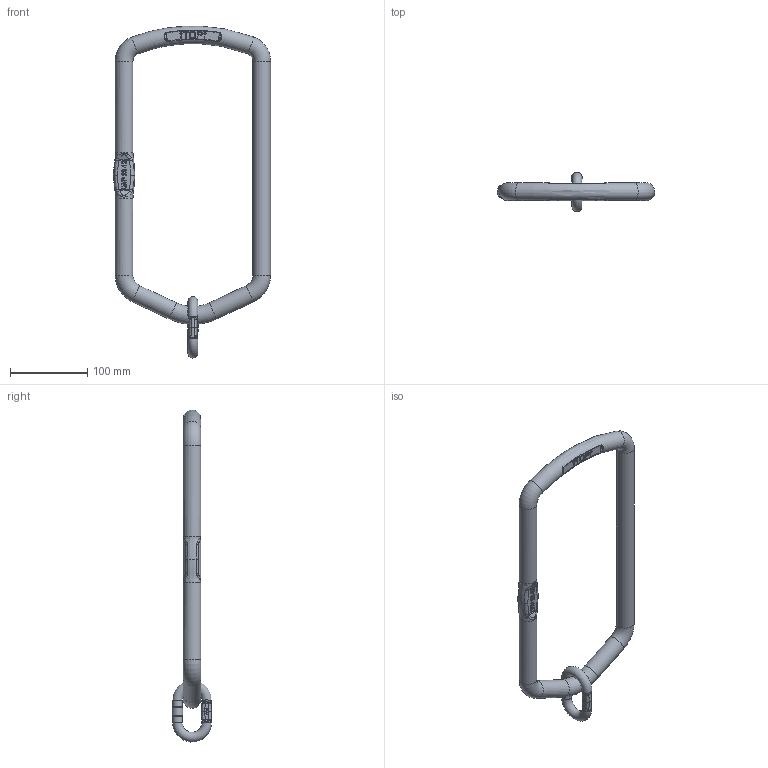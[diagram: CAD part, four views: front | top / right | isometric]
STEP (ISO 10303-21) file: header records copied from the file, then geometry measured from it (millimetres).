
FILE_DESCRIPTION(/* description */ (''),/* implementation_level */ '2;1');
FILE_NAME(/* name */ 'VLWP 1-7_8.stp',/* time_stamp */ '2022-05-13T10:01:55+02:00',/* author */ (''),/* organization */ (''),/* preprocessor_version */ 'ST-DEVELOPER v16',/* originating_system */ 'SIEMENS PLM Software NX 11.0',/* authorisation */ '');
FILE_SCHEMA (('AUTOMOTIVE_DESIGN { 1 0 10303 214 3 1 1 1 }'));
Length unit declared in the file: millimetre
Products named in the file (3): BWP 13 dummy; LWP 22 dummy; VLWP 1-7_8
Assembly tree (2 placements, depth 2):
  VLWP 1-7_8
    LWP 22 dummy
    BWP 13 dummy
Bounding box: 203.3 x 51.19 x 429.58 mm (x, y, z)
Volume: 426570.8 mm3; surface area: 78250.6 mm2
Topology: 2 solids, 2 shells, 430 faces, 1099 edges, 705 vertices
Faces by surface type: plane 211, extrusion 107, bspline 74, cylinder 24, torus 12, cone 2
Full cylindrical faces by diameter (mm): 12.7 x2, 13.652 x1, 23 x5
Entity records: 17707 total; most frequent: CARTESIAN_POINT 8642, ORIENTED_EDGE 2144, DIRECTION 1248, EDGE_CURVE 1072, VERTEX_POINT 698, B_SPLINE_CURVE_WITH_KNOTS 646, VECTOR 536, EDGE_LOOP 486
